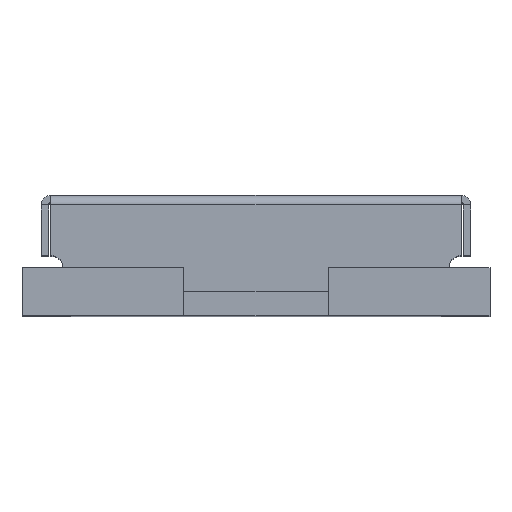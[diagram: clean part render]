
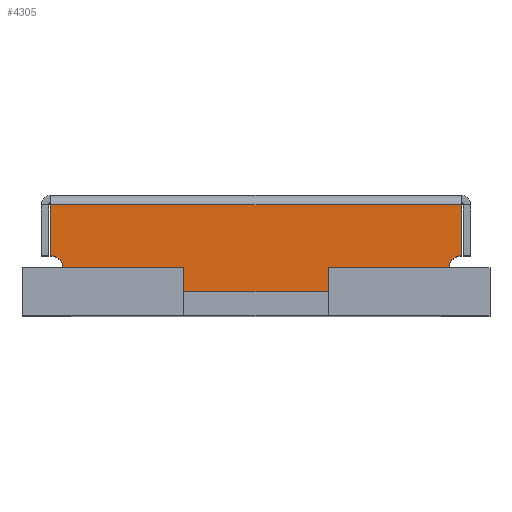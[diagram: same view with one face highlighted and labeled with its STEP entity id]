
A CAD part, top view. The second image highlights one B-rep face of the part: STEP entity #4305.
In plain terms, the highlighted planar face has unit normal (0, 0, 1).
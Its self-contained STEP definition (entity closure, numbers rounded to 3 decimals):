
#96 = VERTEX_POINT ( 'NONE', #4581 ) ;
#137 = CARTESIAN_POINT ( 'NONE',  ( 4.25, 2.3, 4.75 ) ) ;
#256 = VERTEX_POINT ( 'NONE', #2868 ) ;
#307 = VERTEX_POINT ( 'NONE', #7159 ) ;
#333 = VERTEX_POINT ( 'NONE', #559 ) ;
#477 = EDGE_CURVE ( 'NONE', #96, #9360, #9279, .T. ) ;
#559 = CARTESIAN_POINT ( 'NONE',  ( -4., 1., 4.75 ) ) ;
#601 = EDGE_CURVE ( 'NONE', #1591, #3009, #2114, .T. ) ;
#721 = ORIENTED_EDGE ( 'NONE', *, *, #4574, .T. ) ;
#774 = ORIENTED_EDGE ( 'NONE', *, *, #477, .F. ) ;
#828 = CARTESIAN_POINT ( 'NONE',  ( 1.5, 1., 4.75 ) ) ;
#888 = CARTESIAN_POINT ( 'NONE',  ( -1.5, 1., 4.75 ) ) ;
#1035 = CARTESIAN_POINT ( 'NONE',  ( 0., 1., 4.75 ) ) ;
#1212 = VECTOR ( 'NONE', #2553, 1000. ) ;
#1241 = ORIENTED_EDGE ( 'NONE', *, *, #601, .F. ) ;
#1327 = CARTESIAN_POINT ( 'NONE',  ( -4.25, 0.717, 4.75 ) ) ;
#1348 = LINE ( 'NONE', #9355, #1212 ) ;
#1369 = EDGE_CURVE ( 'NONE', #333, #1591, #5144, .T. ) ;
#1379 = VERTEX_POINT ( 'NONE', #137 ) ;
#1559 = LINE ( 'NONE', #9954, #9107 ) ;
#1590 = CARTESIAN_POINT ( 'NONE',  ( 0., 2.5, 4.75 ) ) ;
#1591 = VERTEX_POINT ( 'NONE', #8591 ) ;
#1609 = EDGE_CURVE ( 'NONE', #7626, #307, #5409, .T. ) ;
#2064 = EDGE_LOOP ( 'NONE', ( #7076, #2733, #3142, #4722, #721, #774, #4725, #5090, #5940, #1241 ) ) ;
#2114 = LINE ( 'NONE', #1327, #8717 ) ;
#2470 = CARTESIAN_POINT ( 'NONE',  ( 4.25, 0.717, 4.75 ) ) ;
#2553 = DIRECTION ( 'NONE',  ( -1., 0., 0. ) ) ;
#2681 = EDGE_CURVE ( 'NONE', #307, #256, #8486, .T. ) ;
#2733 = ORIENTED_EDGE ( 'NONE', *, *, #9406, .F. ) ;
#2868 = CARTESIAN_POINT ( 'NONE',  ( 1.5, 0.5, 4.75 ) ) ;
#3009 = VERTEX_POINT ( 'NONE', #4338 ) ;
#3022 = EDGE_CURVE ( 'NONE', #1379, #3009, #1348, .T. ) ;
#3119 = DIRECTION ( 'NONE',  ( 0., 1., 0. ) ) ;
#3142 = ORIENTED_EDGE ( 'NONE', *, *, #1609, .T. ) ;
#3263 = PLANE ( 'NONE',  #7951 ) ;
#3393 = CARTESIAN_POINT ( 'NONE',  ( 0., 1., 4.75 ) ) ;
#3628 = CARTESIAN_POINT ( 'NONE',  ( -1.5, 0.5, 4.75 ) ) ;
#4111 = DIRECTION ( 'NONE',  ( 0., 0., 1. ) ) ;
#4204 = DIRECTION ( 'NONE',  ( -1., 0., 0. ) ) ;
#4223 = DIRECTION ( 'NONE',  ( -1., 0., 0. ) ) ;
#4253 = CARTESIAN_POINT ( 'NONE',  ( 4.25, 1.25, 4.75 ) ) ;
#4305 = ADVANCED_FACE ( 'NONE', ( #10711 ), #3263, .T. ) ;
#4338 = CARTESIAN_POINT ( 'NONE',  ( -4.25, 2.3, 4.75 ) ) ;
#4574 = EDGE_CURVE ( 'NONE', #256, #9360, #1559, .T. ) ;
#4581 = CARTESIAN_POINT ( 'NONE',  ( 4., 1., 4.75 ) ) ;
#4722 = ORIENTED_EDGE ( 'NONE', *, *, #2681, .T. ) ;
#4725 = ORIENTED_EDGE ( 'NONE', *, *, #8045, .F. ) ;
#4849 = VECTOR ( 'NONE', #4204, 1000. ) ;
#5090 = ORIENTED_EDGE ( 'NONE', *, *, #8138, .T. ) ;
#5107 = CARTESIAN_POINT ( 'NONE',  ( -4.25, 1., 4.75 ) ) ;
#5144 = CIRCLE ( 'NONE', #8559, 0.25 ) ;
#5344 = CARTESIAN_POINT ( 'NONE',  ( -1.5, 1., 4.75 ) ) ;
#5409 = LINE ( 'NONE', #5344, #9105 ) ;
#5940 = ORIENTED_EDGE ( 'NONE', *, *, #3022, .T. ) ;
#6609 = DIRECTION ( 'NONE',  ( 0., 1., 0. ) ) ;
#6762 = DIRECTION ( 'NONE',  ( 0., 1., 0. ) ) ;
#6974 = DIRECTION ( 'NONE',  ( 1., 0., 0. ) ) ;
#7076 = ORIENTED_EDGE ( 'NONE', *, *, #1369, .F. ) ;
#7159 = CARTESIAN_POINT ( 'NONE',  ( -1.5, 0.5, 4.75 ) ) ;
#7260 = CIRCLE ( 'NONE', #10904, 0.25 ) ;
#7491 = DIRECTION ( 'NONE',  ( 1., 0., 0. ) ) ;
#7626 = VERTEX_POINT ( 'NONE', #888 ) ;
#7951 = AXIS2_PLACEMENT_3D ( 'NONE', #1590, #4111, #7491 ) ;
#8045 = EDGE_CURVE ( 'NONE', #8221, #96, #7260, .T. ) ;
#8138 = EDGE_CURVE ( 'NONE', #8221, #1379, #8177, .T. ) ;
#8177 = LINE ( 'NONE', #2470, #10171 ) ;
#8221 = VERTEX_POINT ( 'NONE', #4253 ) ;
#8269 = DIRECTION ( 'NONE',  ( 1., 0., 0. ) ) ;
#8308 = CARTESIAN_POINT ( 'NONE',  ( 4.25, 1., 4.75 ) ) ;
#8486 = LINE ( 'NONE', #3628, #9587 ) ;
#8537 = DIRECTION ( 'NONE',  ( 0., -1., 0. ) ) ;
#8559 = AXIS2_PLACEMENT_3D ( 'NONE', #5107, #10184, #4223 ) ;
#8591 = CARTESIAN_POINT ( 'NONE',  ( -4.25, 1.25, 4.75 ) ) ;
#8717 = VECTOR ( 'NONE', #3119, 1000. ) ;
#9105 = VECTOR ( 'NONE', #8537, 1000. ) ;
#9107 = VECTOR ( 'NONE', #6609, 1000. ) ;
#9279 = LINE ( 'NONE', #1035, #10985 ) ;
#9355 = CARTESIAN_POINT ( 'NONE',  ( 0., 2.3, 4.75 ) ) ;
#9358 = LINE ( 'NONE', #3393, #4849 ) ;
#9360 = VERTEX_POINT ( 'NONE', #828 ) ;
#9406 = EDGE_CURVE ( 'NONE', #7626, #333, #9358, .T. ) ;
#9421 = DIRECTION ( 'NONE',  ( -1., 0., 0. ) ) ;
#9587 = VECTOR ( 'NONE', #6974, 1000. ) ;
#9954 = CARTESIAN_POINT ( 'NONE',  ( 1.5, 1., 4.75 ) ) ;
#9988 = DIRECTION ( 'NONE',  ( 0., 0., 1. ) ) ;
#10171 = VECTOR ( 'NONE', #6762, 1000. ) ;
#10184 = DIRECTION ( 'NONE',  ( 0., 0., 1. ) ) ;
#10711 = FACE_OUTER_BOUND ( 'NONE', #2064, .T. ) ;
#10904 = AXIS2_PLACEMENT_3D ( 'NONE', #8308, #9988, #8269 ) ;
#10985 = VECTOR ( 'NONE', #9421, 1000. ) ;
